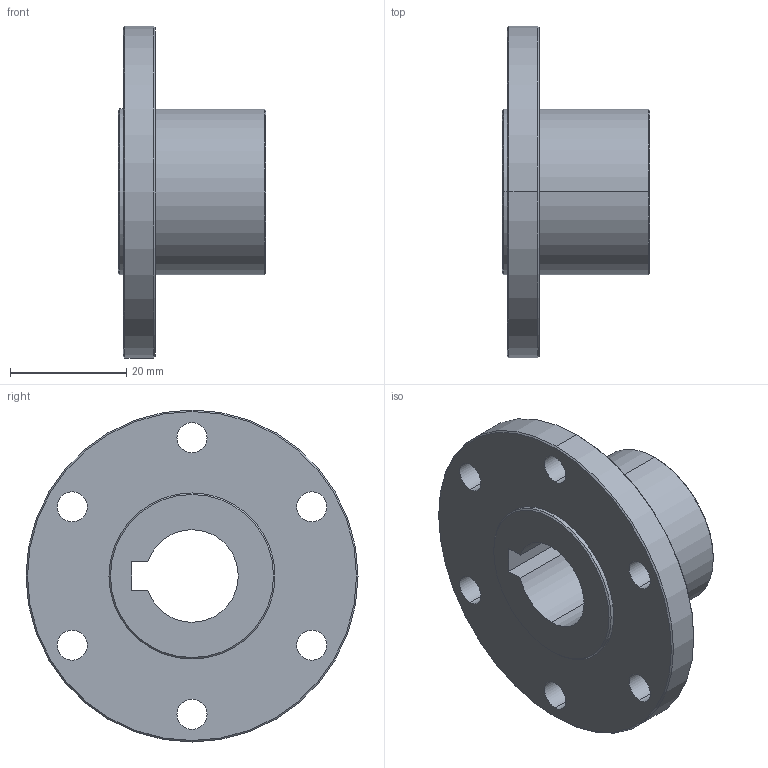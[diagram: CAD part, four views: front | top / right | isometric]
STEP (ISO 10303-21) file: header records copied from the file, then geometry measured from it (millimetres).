
FILE_DESCRIPTION (( 'STEP AP214' ), '1' );
FILE_NAME ('am-0214a 625 Key Hub r2.STEP', '2014-04-09T18:35:07', ( '' ), ( '' ), 'SwSTEP 2.0', 'SolidWorks 2010', '' );
FILE_SCHEMA (( 'AUTOMOTIVE_DESIGN' ));
Length unit declared in the file: inch
Products named in the file (1): am-0214a 625 Key Hub r2
Bounding box: 25.4 x 57.15 x 57.15 mm (x, y, z)
Volume: 20698 mm3; surface area: 9085.7 mm2
Topology: 1 solids, 1 shells, 36 faces, 88 edges, 56 vertices
Faces by surface type: cylinder 21, cone 8, plane 7
Entity records: 1146 total; most frequent: DIRECTION 212, CARTESIAN_POINT 181, ORIENTED_EDGE 176, EDGE_CURVE 88, AXIS2_PLACEMENT_3D 87, VERTEX_POINT 56, EDGE_LOOP 52, CIRCLE 50
